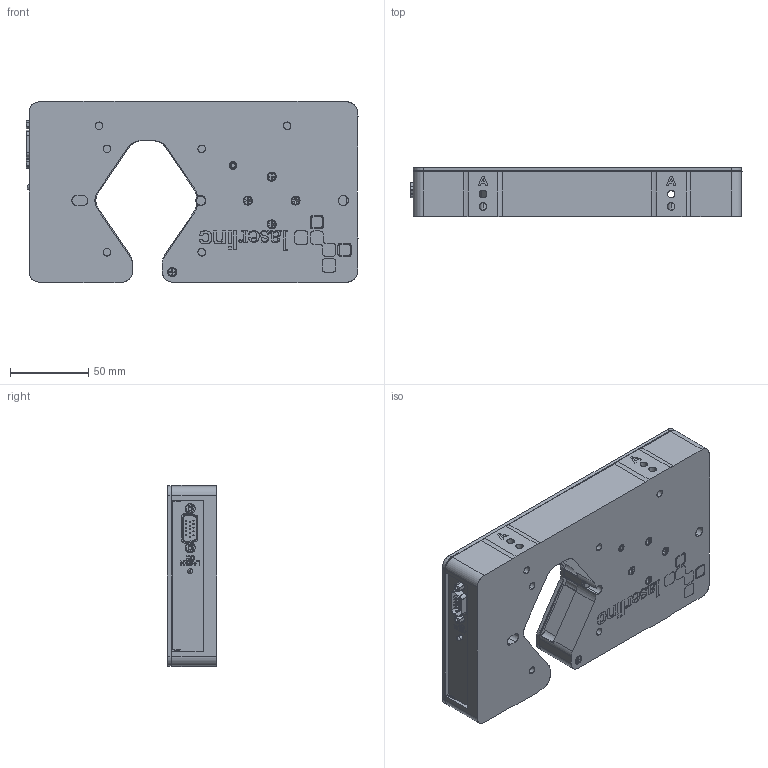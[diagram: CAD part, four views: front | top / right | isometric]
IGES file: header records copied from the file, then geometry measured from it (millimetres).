
Start section: SolidWorks IGES file using analytic representation for surfaces
Global section: file name: 00222-01 TLAser222, Dual-Axis Micrometer.IGS; native system: SolidWorks 2012; preprocessor: SolidWorks 2012; author: Mark; date: 120727.150244; units: inch
Bounding box: 212.01 x 31.5 x 116.08 mm (x, y, z)
Surface area: 110085.1 mm2 (no closed solid volume)
Topology: 0 solids, 0 shells, 917 faces, 14795 edges, 14795 vertices
Faces by surface type: bspline 592, revolution 325
